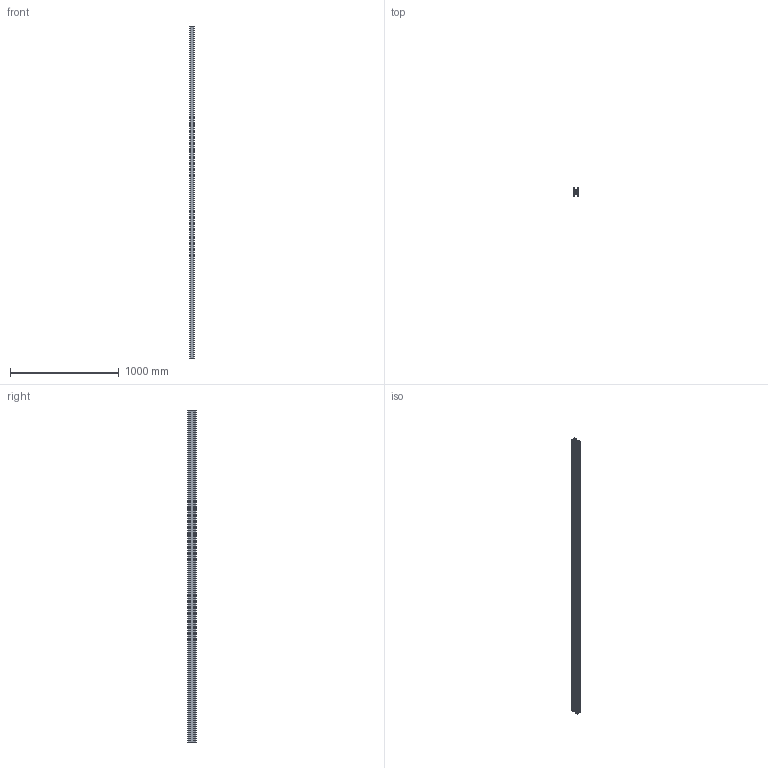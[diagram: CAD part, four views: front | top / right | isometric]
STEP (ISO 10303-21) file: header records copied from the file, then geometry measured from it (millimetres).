
FILE_DESCRIPTION(('TurboCAD Mac Pro'),'Build 980');
FILE_NAME('P4004.stp',' ',(''),(''),'ACIS Interop','IMSI','TurboCAD Mac Pro BY IMSI, INCORPORATED');
FILE_SCHEMA(('automotive_design'));
Length unit declared in the file: inch
Products named in the file (1): 1
Bounding box: 41.27 x 82.55 x 3048 mm (x, y, z)
Volume: 1908681.8 mm3; surface area: 2073061 mm2
Topology: 1 solids, 1 shells, 148 faces, 438 edges, 292 vertices
Faces by surface type: plane 76, cylinder 72
Entity records: 6218 total; most frequent: DIRECTION 880, CARTESIAN_POINT 879, ORIENTED_EDGE 876, EDGE_CURVE 438, LINE 294, VECTOR 294, AXIS2_PLACEMENT_3D 293, VERTEX_POINT 292
